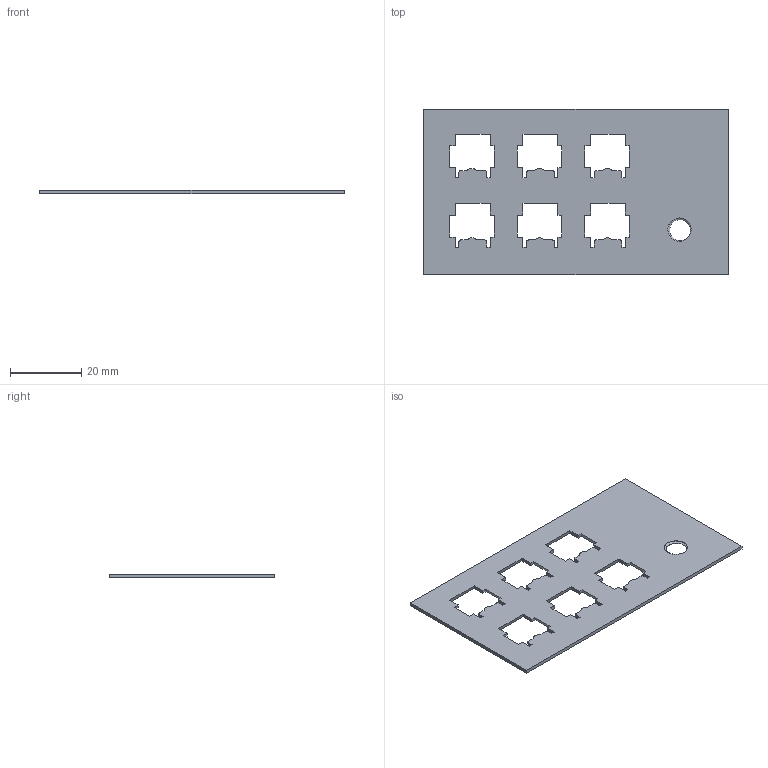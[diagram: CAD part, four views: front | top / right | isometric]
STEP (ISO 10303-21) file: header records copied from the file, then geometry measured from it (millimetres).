
FILE_DESCRIPTION(('FreeCAD Model'),'2;1');
FILE_NAME('Open CASCADE Shape Model','2025-07-26T11:50:19',('Author'),( ''),'Open CASCADE STEP processor 7.9','FreeCAD','Unknown');
FILE_SCHEMA(('AUTOMOTIVE_DESIGN { 1 0 10303 214 1 1 1 1 }'));
Length unit declared in the file: millimetre
Products named in the file (1): Cut006.0
Bounding box: 85.5 x 46.5 x 1 mm (x, y, z)
Volume: 3189.1 mm3; surface area: 7024.8 mm2
Topology: 1 solids, 1 shells, 230 faces, 644 edges, 416 vertices
Faces by surface type: plane 144, cylinder 68, sphere 12, bspline 6
Entity records: 8344 total; most frequent: CARTESIAN_POINT 2327, ORIENTED_EDGE 1288, DIRECTION 1211, EDGE_CURVE 644, LINE 469, VECTOR 469, VERTEX_POINT 416, AXIS2_PLACEMENT_3D 371
